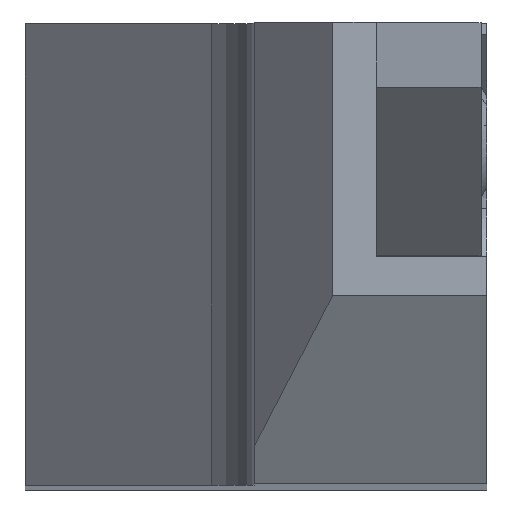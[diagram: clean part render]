
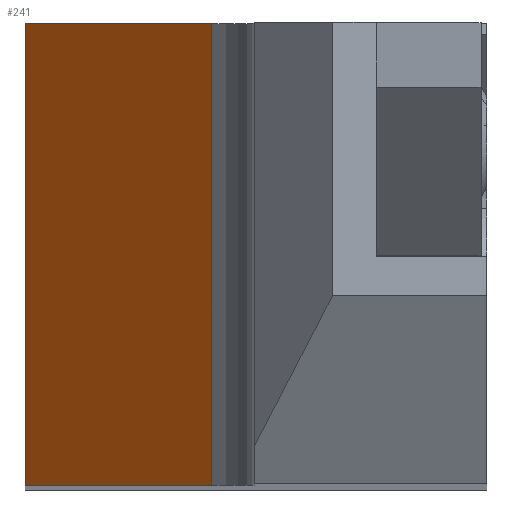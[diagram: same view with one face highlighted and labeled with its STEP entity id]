
A CAD part, top view. The second image highlights one B-rep face of the part: STEP entity #241.
In plain terms, the highlighted planar face has unit normal (-0.707, 0, 0.707).
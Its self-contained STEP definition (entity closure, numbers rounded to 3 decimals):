
#82 = DIRECTION ( 'NONE',  ( 0., 1., 0. ) ) ;
#150 = CARTESIAN_POINT ( 'NONE',  ( 0., 0., -37.946 ) ) ;
#180 = CARTESIAN_POINT ( 'NONE',  ( 0., 15.875, -37.946 ) ) ;
#241 = ADVANCED_FACE ( 'NONE', ( #1545 ), #496, .F. ) ;
#295 = VECTOR ( 'NONE', #398, 1000. ) ;
#398 = DIRECTION ( 'NONE',  ( -0.707, 0., -0.707 ) ) ;
#450 = LINE ( 'NONE', #2247, #2824 ) ;
#496 = PLANE ( 'NONE',  #2079 ) ;
#522 = VERTEX_POINT ( 'NONE', #150 ) ;
#645 = ORIENTED_EDGE ( 'NONE', *, *, #1431, .T. ) ;
#844 = ORIENTED_EDGE ( 'NONE', *, *, #2665, .T. ) ;
#954 = CARTESIAN_POINT ( 'NONE',  ( 6.411, 15.875, -31.536 ) ) ;
#972 = CARTESIAN_POINT ( 'NONE',  ( 6.411, 0., -31.536 ) ) ;
#991 = LINE ( 'NONE', #2224, #295 ) ;
#1198 = DIRECTION ( 'NONE',  ( -0.707, 0., -0.707 ) ) ;
#1223 = VERTEX_POINT ( 'NONE', #180 ) ;
#1431 = EDGE_CURVE ( 'NONE', #2581, #2847, #450, .T. ) ;
#1545 = FACE_OUTER_BOUND ( 'NONE', #1707, .T. ) ;
#1575 = DIRECTION ( 'NONE',  ( 0., 1., 0. ) ) ;
#1707 = EDGE_LOOP ( 'NONE', ( #844, #2964, #2325, #645 ) ) ;
#1800 = VECTOR ( 'NONE', #82, 1000. ) ;
#1869 = LINE ( 'NONE', #2838, #1800 ) ;
#1898 = CARTESIAN_POINT ( 'NONE',  ( 6.411, 15.875, -31.536 ) ) ;
#2074 = DIRECTION ( 'NONE',  ( -0.707, 0., -0.707 ) ) ;
#2079 = AXIS2_PLACEMENT_3D ( 'NONE', #972, #2554, #1198 ) ;
#2152 = VECTOR ( 'NONE', #2074, 1000. ) ;
#2224 = CARTESIAN_POINT ( 'NONE',  ( 6.411, 0., -31.536 ) ) ;
#2244 = EDGE_CURVE ( 'NONE', #522, #1223, #1869, .T. ) ;
#2247 = CARTESIAN_POINT ( 'NONE',  ( 6.411, 0., -31.536 ) ) ;
#2325 = ORIENTED_EDGE ( 'NONE', *, *, #2387, .F. ) ;
#2387 = EDGE_CURVE ( 'NONE', #2581, #522, #991, .T. ) ;
#2554 = DIRECTION ( 'NONE',  ( 0.707, 0., -0.707 ) ) ;
#2581 = VERTEX_POINT ( 'NONE', #2966 ) ;
#2665 = EDGE_CURVE ( 'NONE', #2847, #1223, #2844, .T. ) ;
#2824 = VECTOR ( 'NONE', #1575, 1000. ) ;
#2838 = CARTESIAN_POINT ( 'NONE',  ( 0., 0., -37.946 ) ) ;
#2844 = LINE ( 'NONE', #954, #2152 ) ;
#2847 = VERTEX_POINT ( 'NONE', #1898 ) ;
#2964 = ORIENTED_EDGE ( 'NONE', *, *, #2244, .F. ) ;
#2966 = CARTESIAN_POINT ( 'NONE',  ( 6.411, 0., -31.536 ) ) ;
